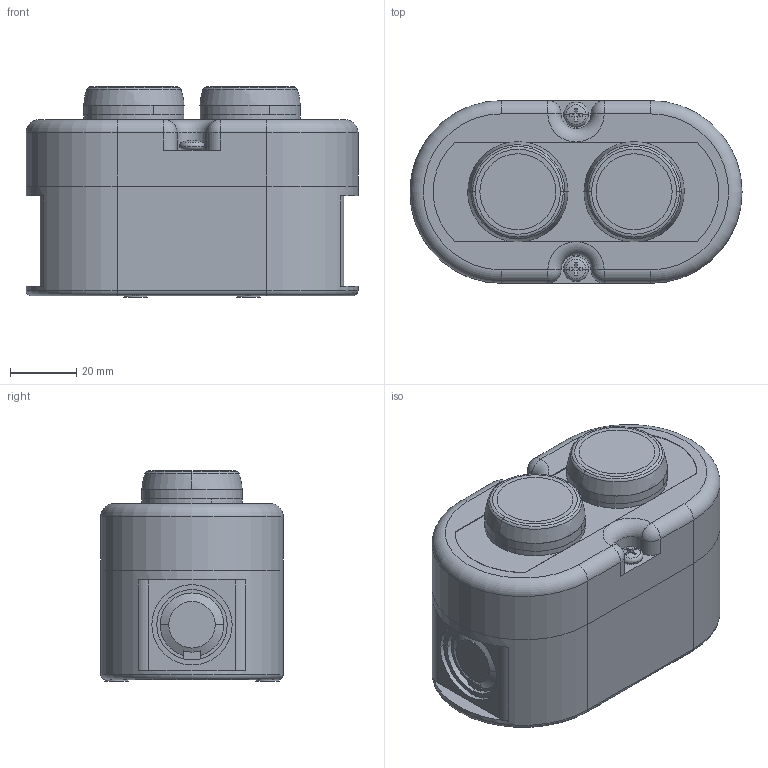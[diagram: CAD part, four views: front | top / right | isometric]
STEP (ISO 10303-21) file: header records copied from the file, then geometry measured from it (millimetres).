
FILE_DESCRIPTION((''),'2;1');
FILE_NAME('SINGLE_STATION_STOP__004771447_ASM','2023-10-09T08:29:20',('klemen.sitar'),('Audax d.o.o.'),'CREO PARAMETRIC BY PTC INC, 2021304','CREO PARAMETRIC BY PTC INC, 2021304','');
FILE_SCHEMA(('AP242_MANAGED_MODEL_BASED_3D_ENGINEERING_MIM_LF { 1 0 10303 442 1 1 4 }'));
Length unit declared in the file: millimetre
Products named in the file (16): TOP_COVER_SINGLE_STATION_FINA_2; PRT0003; SELF_TAPPING_SCREW_M4_5_1_1; HB122002_LOCKING_NUT; MUSHROOM_HEAD_PUSH_TURN; HB192003_COLLAR; HB152008_SEALING_RING; PRT0002; EMNRMH1_GENX_MUSHROOM_HEAD_PT_M_ASM; HB122002_LOCKING_NUT_1; MUSHROOM_HEAD_PUSH_TURN_1; HB192003_COLLAR_1; HB152008_SEALING_RING_1; PRT0002_1; EMNRMH1_GENX_MUSHROOM_HEAD_PT_1_ASM; SINGLE_STATION_STOP__004771447_ASM
Assembly tree (16 placements, depth 3):
  SINGLE_STATION_STOP__004771447_ASM
    TOP_COVER_SINGLE_STATION_FINA_2
    PRT0003
    SELF_TAPPING_SCREW_M4_5_1_1  x2
    EMNRMH1_GENX_MUSHROOM_HEAD_PT_M_ASM
      HB122002_LOCKING_NUT
      MUSHROOM_HEAD_PUSH_TURN
      HB192003_COLLAR
      HB152008_SEALING_RING
      PRT0002
    EMNRMH1_GENX_MUSHROOM_HEAD_PT_1_ASM
      HB122002_LOCKING_NUT_1
      MUSHROOM_HEAD_PUSH_TURN_1
      HB192003_COLLAR_1
      HB152008_SEALING_RING_1
      PRT0002_1
Bounding box: 100 x 55 x 63.4 mm (x, y, z)
Volume: 147067.2 mm3; surface area: 74799.6 mm2
Topology: 14 solids, 14 shells, 1824 faces, 4949 edges, 3261 vertices
Faces by surface type: plane 1050, cylinder 444, bspline 202, cone 70, torus 42, sphere 8, extrusion 8
Entity records: 108438 total; most frequent: CARTESIAN_POINT 50538, ORIENTED_EDGE 9578, DIRECTION 6693, EDGE_CURVE 4789, PRESENTATION_STYLE_ASSIGNMENT 4509, STYLED_ITEM 4509, CURVE_STYLE 4025, VERTEX_POINT 3163
